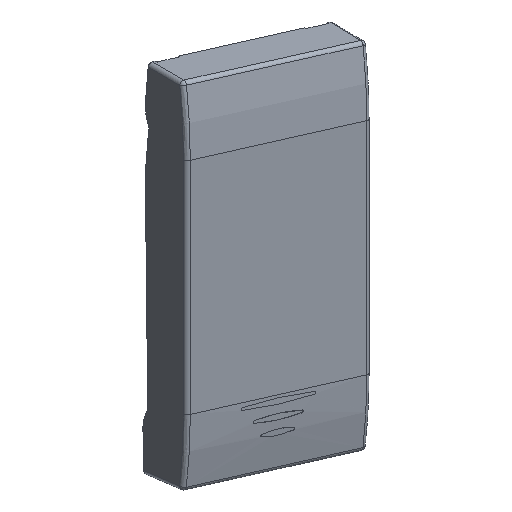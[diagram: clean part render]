
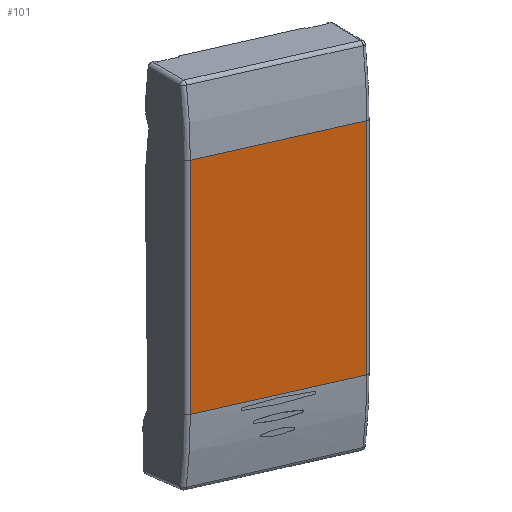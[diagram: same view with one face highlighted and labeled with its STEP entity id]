
A CAD part, top view. The second image highlights one B-rep face of the part: STEP entity #101.
In plain terms, the highlighted face is planar.
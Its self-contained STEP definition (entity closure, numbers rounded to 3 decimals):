
#62=CARTESIAN_POINT('Axis2P3D Location',(12.698,0.,13.41)) ;
#67=CARTESIAN_POINT('Line Origine',(-14.349,0.,10.089)) ;
#71=CARTESIAN_POINT('Vertex',(-14.349,-10.651,10.089)) ;
#73=CARTESIAN_POINT('Vertex',(-14.349,10.651,10.089)) ;
#76=CARTESIAN_POINT('Line Origine',(-0.826,-10.651,11.75)) ;
#80=CARTESIAN_POINT('Vertex',(12.698,-10.651,13.41)) ;
#83=CARTESIAN_POINT('Line Origine',(12.698,0.,13.41)) ;
#87=CARTESIAN_POINT('Vertex',(12.698,10.651,13.41)) ;
#90=CARTESIAN_POINT('Line Origine',(-0.826,10.651,11.75)) ;
#63=DIRECTION('Axis2P3D Direction',(0.122,0.,-0.993)) ;
#64=DIRECTION('Axis2P3D XDirection',(-0.993,0.,-0.122)) ;
#68=DIRECTION('Vector Direction',(0.,1.,0.)) ;
#77=DIRECTION('Vector Direction',(0.993,0.,0.122)) ;
#84=DIRECTION('Vector Direction',(0.,1.,0.)) ;
#91=DIRECTION('Vector Direction',(-0.993,0.,-0.122)) ;
#65=AXIS2_PLACEMENT_3D('Plane Axis2P3D',#62,#63,#64) ;
#96=ORIENTED_EDGE('',*,*,#75,.F.) ;
#97=ORIENTED_EDGE('',*,*,#82,.T.) ;
#98=ORIENTED_EDGE('',*,*,#89,.T.) ;
#99=ORIENTED_EDGE('',*,*,#94,.T.) ;
#69=VECTOR('Line Direction',#68,1.) ;
#78=VECTOR('Line Direction',#77,1.) ;
#85=VECTOR('Line Direction',#84,1.) ;
#92=VECTOR('Line Direction',#91,1.) ;
#101=ADVANCED_FACE('mostrina',(#100),#66,.F.) ;
#75=EDGE_CURVE('',#72,#74,#70,.T.) ;
#82=EDGE_CURVE('',#72,#81,#79,.T.) ;
#89=EDGE_CURVE('',#81,#88,#86,.T.) ;
#94=EDGE_CURVE('',#88,#74,#93,.T.) ;
#95=EDGE_LOOP('',(#96,#97,#98,#99)) ;
#100=FACE_OUTER_BOUND('',#95,.T.) ;
#70=LINE('Line',#67,#69) ;
#79=LINE('Line',#76,#78) ;
#86=LINE('Line',#83,#85) ;
#93=LINE('Line',#90,#92) ;
#66=PLANE('',#65) ;
#72=VERTEX_POINT('',#71) ;
#74=VERTEX_POINT('',#73) ;
#81=VERTEX_POINT('',#80) ;
#88=VERTEX_POINT('',#87) ;
